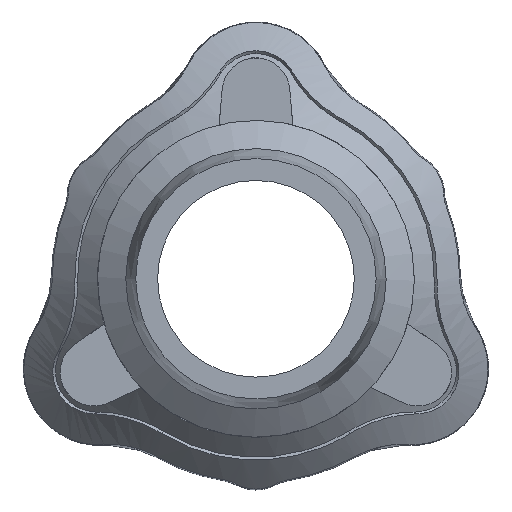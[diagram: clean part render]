
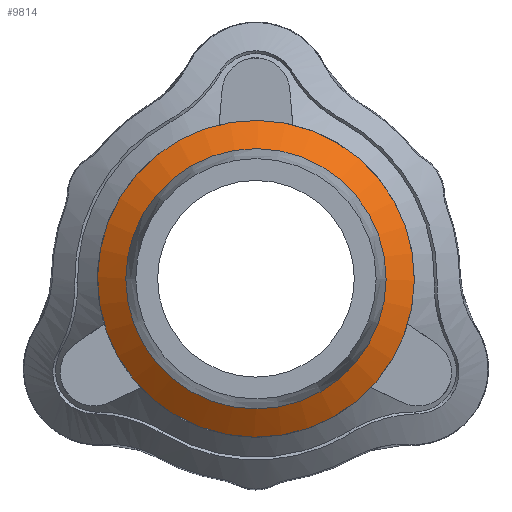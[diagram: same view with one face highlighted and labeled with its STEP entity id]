
A CAD part, front view. The second image highlights one B-rep face of the part: STEP entity #9814.
In plain terms, the highlighted conical face has half-angle 55 degrees and reference radius 54.128 mm.
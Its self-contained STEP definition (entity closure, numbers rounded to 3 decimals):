
#82 = CIRCLE ( 'NONE', #4681, 59.586 ) ;
#83 = CIRCLE ( 'NONE', #4682, 72.5 ) ;
#344 = FACE_OUTER_BOUND ( 'NONE', #3272, .T. ) ;
#347 = FACE_BOUND ( 'NONE', #10025, .T. ) ;
#350 = CONICAL_SURFACE ( 'NONE', #3196, 54.128, 0.96 ) ;
#590 = VERTEX_POINT ( 'NONE', #9127 ) ;
#594 = VERTEX_POINT ( 'NONE', #9128 ) ;
#1191 = CARTESIAN_POINT ( 'NONE',  ( -16.661, 52.684, 149.561 ) ) ;
#1192 = DIRECTION ( 'NONE',  ( 0., -1., 0. ) ) ;
#1194 = DIRECTION ( 'NONE',  ( -0.5, 0., 0.866 ) ) ;
#1197 = CARTESIAN_POINT ( 'NONE',  ( -16.661, 61.726, 149.561 ) ) ;
#1199 = DIRECTION ( 'NONE',  ( 0., 1., 0. ) ) ;
#1201 = DIRECTION ( 'NONE',  ( -0.489, 0., 0.872 ) ) ;
#3196 = AXIS2_PLACEMENT_3D ( 'NONE', #5490, #5487, #5483 ) ;
#3272 = EDGE_LOOP ( 'NONE', ( #11810 ) ) ;
#4681 = AXIS2_PLACEMENT_3D ( 'NONE', #1191, #1192, #1194 ) ;
#4682 = AXIS2_PLACEMENT_3D ( 'NONE', #1197, #1199, #1201 ) ;
#5483 = DIRECTION ( 'NONE',  ( -0.489, 0., 0.872 ) ) ;
#5487 = DIRECTION ( 'NONE',  ( 0., 1., 0. ) ) ;
#5490 = CARTESIAN_POINT ( 'NONE',  ( -16.661, 48.861, 149.561 ) ) ;
#6053 = EDGE_CURVE ( 'NONE', #590, #590, #82, .T. ) ;
#6054 = EDGE_CURVE ( 'NONE', #594, #594, #83, .T. ) ;
#9127 = CARTESIAN_POINT ( 'NONE',  ( -46.455, 52.684, 201.164 ) ) ;
#9128 = CARTESIAN_POINT ( 'NONE',  ( -52.123, 61.726, 212.797 ) ) ;
#9814 = ADVANCED_FACE ( 'NONE', ( #344, #347 ), #350, .T. ) ;
#10025 = EDGE_LOOP ( 'NONE', ( #11811 ) ) ;
#11810 = ORIENTED_EDGE ( 'NONE', *, *, #6054, .F. ) ;
#11811 = ORIENTED_EDGE ( 'NONE', *, *, #6053, .F. ) ;
